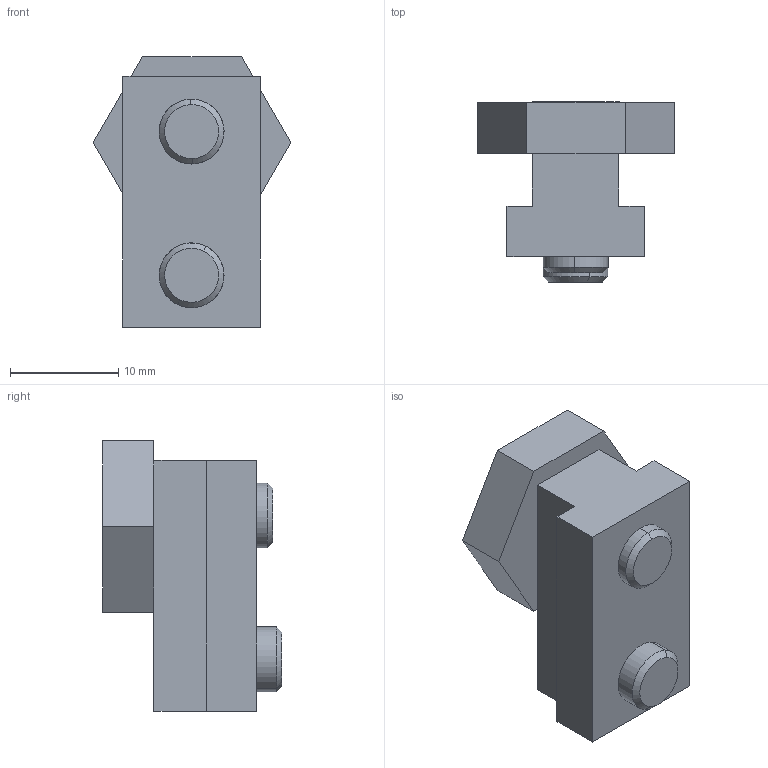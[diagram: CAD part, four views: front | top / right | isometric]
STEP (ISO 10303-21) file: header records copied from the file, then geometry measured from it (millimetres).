
FILE_DESCRIPTION (( 'STEP AP203' ), '1' );
FILE_NAME ('MiteeBite-50422.step', '2015-05-23T15:17:18', ( 'Windows User' ), ( '' ), 'SwSTEP 2.0', 'SolidWorks 2015', '' );
FILE_SCHEMA (( 'CONFIG_CONTROL_DESIGN' ));
Length unit declared in the file: millimetre
Products named in the file (5): MiteeBite-50422_50642 T; MiteeBite-50422_50642 SET SCREW; MiteeBite-50422_50642 CAM SCREW; MiteeBite-50422_50642 HEX; MiteeBite-50422
Assembly tree (4 placements, depth 2):
  MiteeBite-50422
    MiteeBite-50422_50642 T
    MiteeBite-50422_50642 SET SCREW
    MiteeBite-50422_50642 CAM SCREW
    MiteeBite-50422_50642 HEX
Bounding box: 18.31 x 16.64 x 25.02 mm (x, y, z)
Volume: 3259.5 mm3; surface area: 2940.4 mm2
Topology: 4 solids, 4 shells, 56 faces, 128 edges, 84 vertices
Faces by surface type: plane 38, cylinder 14, cone 4
Entity records: 2107 total; most frequent: DIRECTION 286, CARTESIAN_POINT 275, ORIENTED_EDGE 256, EDGE_CURVE 128, LINE 96, VECTOR 96, AXIS2_PLACEMENT_3D 95, VERTEX_POINT 84
